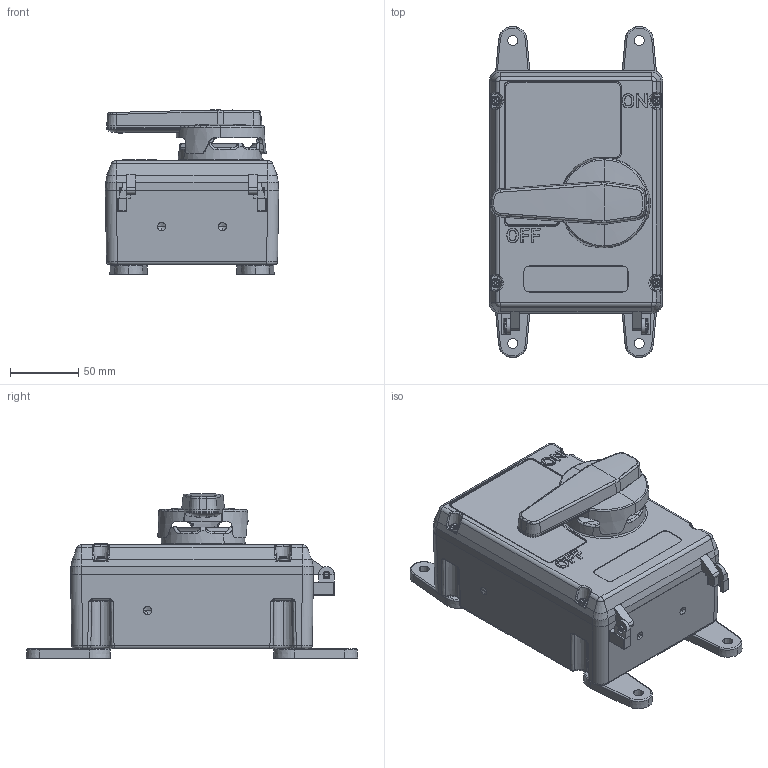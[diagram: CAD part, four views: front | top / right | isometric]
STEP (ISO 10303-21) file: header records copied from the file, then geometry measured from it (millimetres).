
FILE_DESCRIPTION (( 'STEP AP214' ), '1' );
FILE_NAME ('LDS30-AX.STEP', '2017-11-08T14:53:58', ( '' ), ( '' ), 'SwSTEP 2.0', 'SolidWorks 2017', '' );
FILE_SCHEMA (( 'AUTOMOTIVE_DESIGN' ));
Length unit declared in the file: millimetre
Products named in the file (1): LDS30-AX
Bounding box: 127.02 x 242.54 x 120.55 mm (x, y, z)
Surface area: 136504 mm2 (no closed solid volume)
Topology: 0 solids, 91 shells, 1019 faces, 3935 edges, 2977 vertices
Faces by surface type: plane 466, cone 177, bspline 168, cylinder 124, torus 76, sphere 8
Entity records: 64306 total; most frequent: CARTESIAN_POINT 23456, ORIENTED_EDGE 6116, DIRECTION 5144, EDGE_CURVE 3898, VERTEX_POINT 2977, AXIS2_PLACEMENT_3D 1767, VECTOR 1610, LINE 1610
